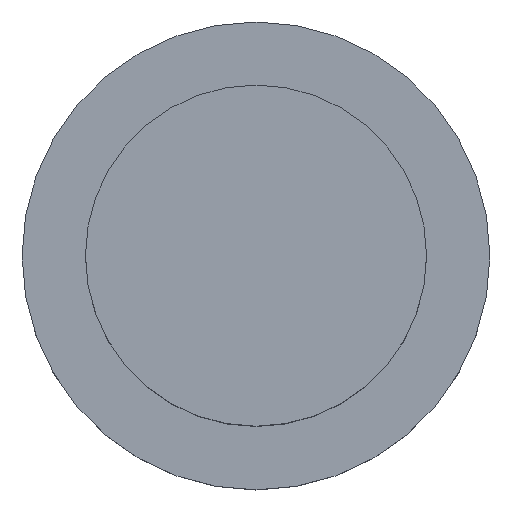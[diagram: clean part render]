
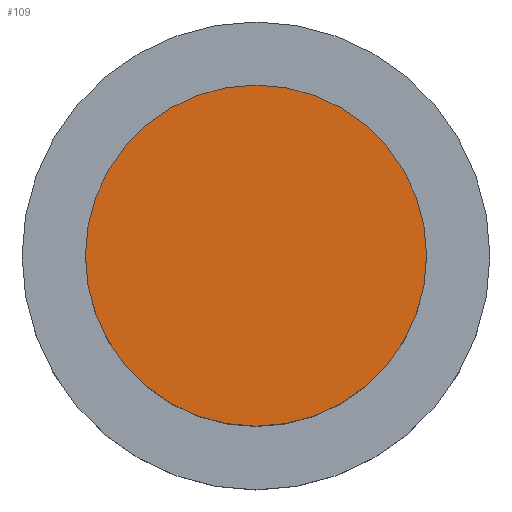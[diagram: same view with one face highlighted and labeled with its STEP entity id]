
A CAD part, top view. The second image highlights one B-rep face of the part: STEP entity #109.
In plain terms, the highlighted planar face has unit normal (0, 0, 1).
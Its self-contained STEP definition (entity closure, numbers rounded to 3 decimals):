
#31=FACE_OUTER_BOUND('',#40,.T.);
#40=EDGE_LOOP('',(#80));
#52=CIRCLE('',#134,3.5);
#60=VERTEX_POINT('',#193);
#68=EDGE_CURVE('',#60,#60,#52,.T.);
#80=ORIENTED_EDGE('',*,*,#68,.T.);
#104=PLANE('',#133);
#109=ADVANCED_FACE('',(#31),#104,.T.);
#133=AXIS2_PLACEMENT_3D('',#192,#154,#155);
#134=AXIS2_PLACEMENT_3D('',#194,#156,#157);
#154=DIRECTION('center_axis',(0.,0.,1.));
#155=DIRECTION('ref_axis',(-1.,0.,0.));
#156=DIRECTION('center_axis',(0.,0.,1.));
#157=DIRECTION('ref_axis',(-1.,0.,0.));
#192=CARTESIAN_POINT('Origin',(71.929,14.963,22.));
#193=CARTESIAN_POINT('',(75.429,14.963,22.));
#194=CARTESIAN_POINT('Origin',(71.929,14.963,22.));
